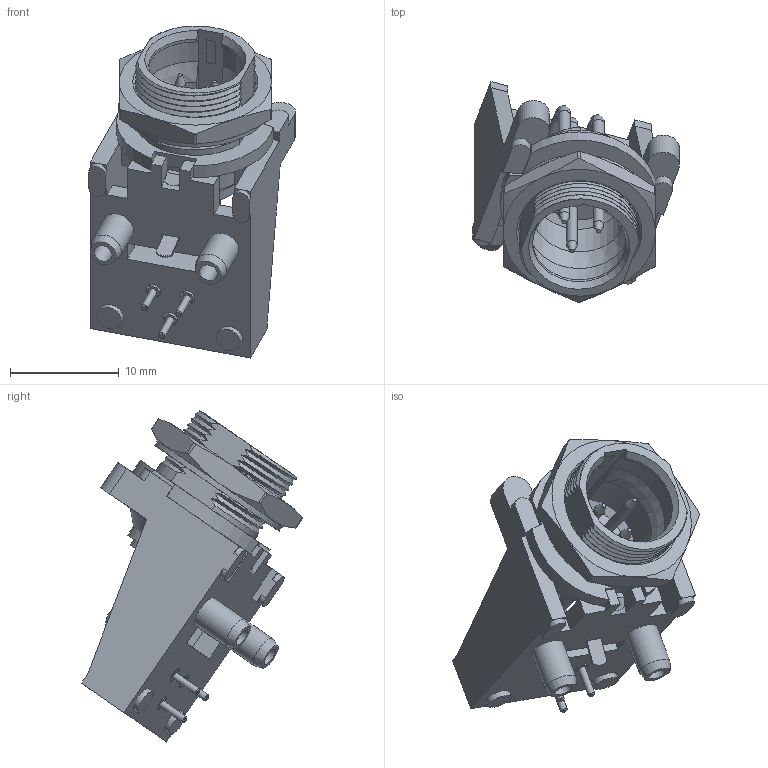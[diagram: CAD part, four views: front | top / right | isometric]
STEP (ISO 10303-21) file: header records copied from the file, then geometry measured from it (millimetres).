
FILE_DESCRIPTION((''),'2;1');
FILE_NAME('AG3MCCH.stp','2015-11-11T15:25:06',('minh'),(''),'Autodesk Inventor 2012','Autodesk Inventor 2012','');
FILE_SCHEMA(('AUTOMOTIVE_DESIGN { 1 0 10303 214 1 1 1 1 }'));
Length unit declared in the file: inch
Products named in the file (1): AG3MCCH_Shrinkwrap_1
Bounding box: 19.01 x 20.34 x 30.52 mm (x, y, z)
Surface area: 3362.1 mm2 (no closed solid volume)
Topology: 0 solids, 17 shells, 276 faces, 888 edges, 603 vertices
Faces by surface type: plane 148, cylinder 68, bspline 35, cone 25
Full cylindrical faces by diameter (mm): 0.65 x3, 0.98 x3, 1.1 x6, 1.4 x3, 1.7 x2, 2.36 x2, 3 x2, 7 x1, 7.6 x1, 11.113 x1, 13.9 x1
Entity records: 11943 total; most frequent: CARTESIAN_POINT 4333, ORIENTED_EDGE 1446, DIRECTION 1350, EDGE_CURVE 852, VERTEX_POINT 602, VECTOR 464, LINE 464, AXIS2_PLACEMENT_3D 443
